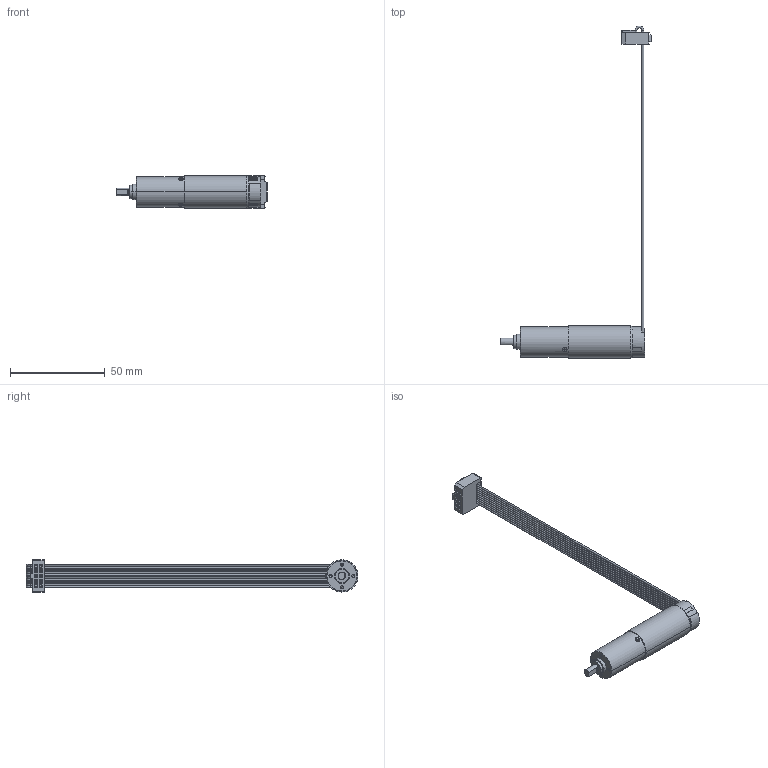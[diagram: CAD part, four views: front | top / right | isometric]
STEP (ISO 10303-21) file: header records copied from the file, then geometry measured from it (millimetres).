
FILE_DESCRIPTION((''),'2;1');
FILE_NAME('4696320000884_SW0001','2023-05-05T14:32:19',('BU5.RD'),(''),'CREO PARAMETRIC BY PTC INC, 2018100','CREO PARAMETRIC BY PTC INC, 2018100','');
FILE_SCHEMA(('CONFIG_CONTROL_DESIGN'));
Length unit declared in the file: millimetre
Products named in the file (1): 4696320000884_SW0001
Bounding box: 79.6 x 175.19 x 17.27 mm (x, y, z)
Volume: 16765.4 mm3; surface area: 10687.7 mm2
Topology: 1 solids, 1 shells, 498 faces, 1269 edges, 798 vertices
Faces by surface type: plane 308, cylinder 121, cone 31, torus 20, bspline 14, sphere 4
Entity records: 16879 total; most frequent: CARTESIAN_POINT 4951, ORIENTED_EDGE 2514, DIRECTION 2377, EDGE_CURVE 1257, VECTOR 845, LINE 845, VERTEX_POINT 798, AXIS2_PLACEMENT_3D 766
